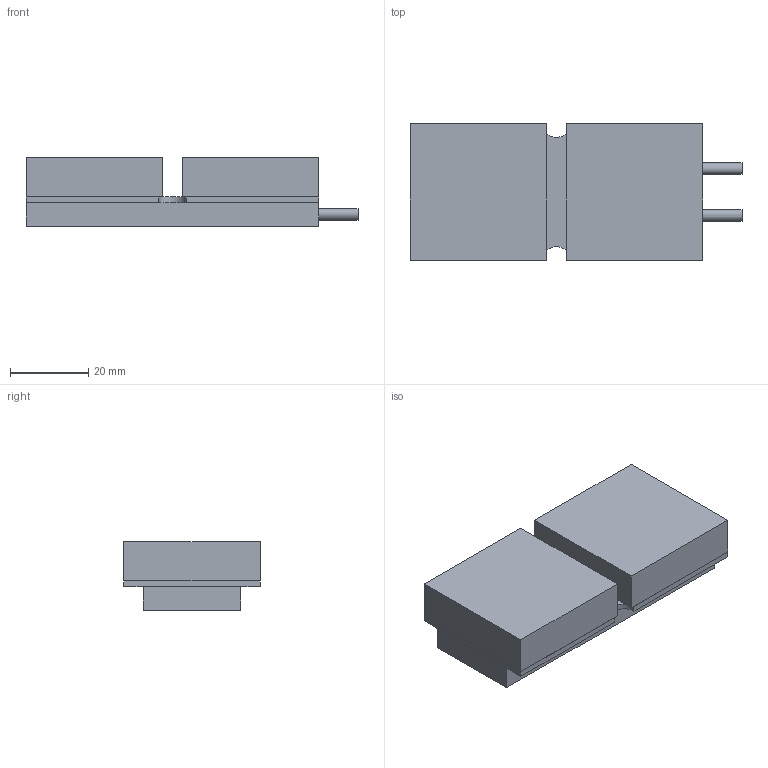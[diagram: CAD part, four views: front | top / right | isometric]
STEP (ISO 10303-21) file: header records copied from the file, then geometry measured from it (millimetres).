
FILE_DESCRIPTION(('FreeCAD Model'),'2;1');
FILE_NAME('Open CASCADE Shape Model','2024-05-04T13:40:22',('Author'),( ''),'Open CASCADE STEP processor 7.6','FreeCAD','Unknown');
FILE_SCHEMA(('AUTOMOTIVE_DESIGN { 1 0 10303 214 1 1 1 1 }'));
Length unit declared in the file: millimetre
Products named in the file (4): Heater - 002; Aavid - 374624B00032G 003; Aavid - 374624B00032G 004; DBK - HPG-2/08-75X35-12-031
Assembly tree (3 placements, depth 2):
  Heater - 002
    Aavid - 374624B00032G 003
    Aavid - 374624B00032G 004
    DBK - HPG-2/08-75X35-12-031
Bounding box: 85 x 35 x 17.5 mm (x, y, z)
Volume: 39771.1 mm3; surface area: 14603.5 mm2
Topology: 3 solids, 3 shells, 32 faces, 68 edges, 44 vertices
Faces by surface type: plane 28, cylinder 4
Full cylindrical faces by diameter (mm): 3 x2
Entity records: 1831 total; most frequent: CARTESIAN_POINT 296, DIRECTION 282, LINE 188, VECTOR 188, ORIENTED_EDGE 136, PCURVE 136, DEFINITIONAL_REPRESENTATION 136, EDGE_CURVE 68
